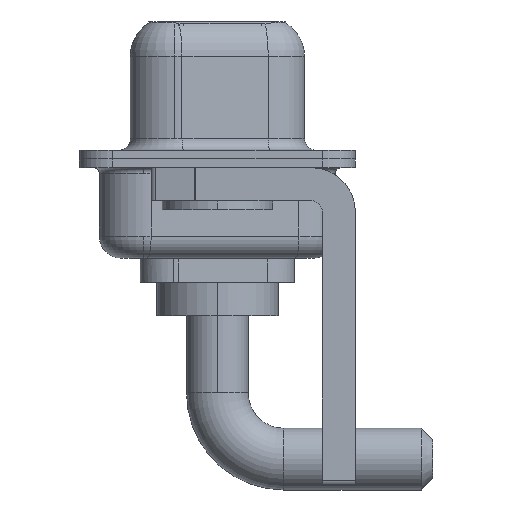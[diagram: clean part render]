
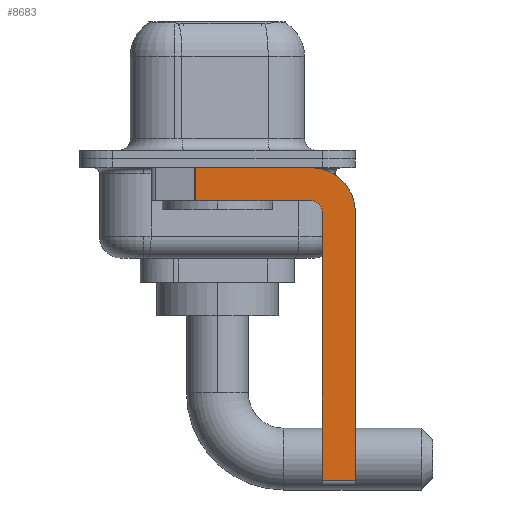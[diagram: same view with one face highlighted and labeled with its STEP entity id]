
A CAD part, left-side view. The second image highlights one B-rep face of the part: STEP entity #8683.
In plain terms, the highlighted planar face has unit normal (-1, 0, 0).
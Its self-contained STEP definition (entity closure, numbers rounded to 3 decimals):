
#413 = ORIENTED_EDGE ( 'NONE', *, *, #8888, .F. ) ;
#461 = VERTEX_POINT ( 'NONE', #3661 ) ;
#805 = CARTESIAN_POINT ( 'NONE',  ( -2.9, -4.25, -1.9 ) ) ;
#1217 = ORIENTED_EDGE ( 'NONE', *, *, #4530, .F. ) ;
#1328 = DIRECTION ( 'NONE',  ( 1., 0., 0. ) ) ;
#1356 = DIRECTION ( 'NONE',  ( 0., 0., 1. ) ) ;
#1395 = PLANE ( 'NONE',  #11138 ) ;
#1425 = CARTESIAN_POINT ( 'NONE',  ( -2.9, 3., -0.4 ) ) ;
#1478 = VERTEX_POINT ( 'NONE', #8554 ) ;
#1522 = EDGE_CURVE ( 'NONE', #11820, #8801, #8956, .T. ) ;
#1529 = DIRECTION ( 'NONE',  ( 0., 0., -1. ) ) ;
#1723 = CARTESIAN_POINT ( 'NONE',  ( -2.9, -4.25, -1.9 ) ) ;
#2001 = VECTOR ( 'NONE', #12584, 1000. ) ;
#2099 = ORIENTED_EDGE ( 'NONE', *, *, #5901, .F. ) ;
#2121 = CARTESIAN_POINT ( 'NONE',  ( -2.9, -4.25, -2.4 ) ) ;
#2382 = FACE_OUTER_BOUND ( 'NONE', #3527, .T. ) ;
#2883 = ORIENTED_EDGE ( 'NONE', *, *, #8370, .F. ) ;
#2899 = VECTOR ( 'NONE', #1356, 1000. ) ;
#3296 = VERTEX_POINT ( 'NONE', #3473 ) ;
#3369 = DIRECTION ( 'NONE',  ( 0., 0., -1. ) ) ;
#3473 = CARTESIAN_POINT ( 'NONE',  ( -2.9, -6.25, -2.4 ) ) ;
#3527 = EDGE_LOOP ( 'NONE', ( #2883, #5703, #413, #10741, #1217, #4924, #10538, #2099 ) ) ;
#3661 = CARTESIAN_POINT ( 'NONE',  ( -2.9, -4.25, -0.4 ) ) ;
#3834 = VERTEX_POINT ( 'NONE', #5158 ) ;
#4036 = EDGE_CURVE ( 'NONE', #3296, #8801, #4433, .T. ) ;
#4226 = LINE ( 'NONE', #11522, #2899 ) ;
#4433 = LINE ( 'NONE', #8501, #6193 ) ;
#4479 = LINE ( 'NONE', #1425, #2001 ) ;
#4530 = EDGE_CURVE ( 'NONE', #11820, #8391, #4226, .T. ) ;
#4652 = CARTESIAN_POINT ( 'NONE',  ( -2.9, -6.25, -14.55 ) ) ;
#4783 = DIRECTION ( 'NONE',  ( 0., 1., 0. ) ) ;
#4924 = ORIENTED_EDGE ( 'NONE', *, *, #1522, .T. ) ;
#5158 = CARTESIAN_POINT ( 'NONE',  ( -2.9, 0.978, -0.4 ) ) ;
#5248 = DIRECTION ( 'NONE',  ( 0., 0., -1. ) ) ;
#5623 = EDGE_CURVE ( 'NONE', #3834, #1478, #8947, .T. ) ;
#5703 = ORIENTED_EDGE ( 'NONE', *, *, #5623, .T. ) ;
#5901 = EDGE_CURVE ( 'NONE', #461, #3296, #9383, .T. ) ;
#6056 = DIRECTION ( 'NONE',  ( 0., 0., -1. ) ) ;
#6193 = VECTOR ( 'NONE', #3369, 1000. ) ;
#6247 = VERTEX_POINT ( 'NONE', #805 ) ;
#6304 = VECTOR ( 'NONE', #10932, 1000. ) ;
#6367 = CARTESIAN_POINT ( 'NONE',  ( -2.9, -4.25, -2.4 ) ) ;
#6389 = EDGE_CURVE ( 'NONE', #8391, #6247, #9392, .T. ) ;
#6786 = LINE ( 'NONE', #1723, #11993 ) ;
#6831 = VECTOR ( 'NONE', #6056, 1000. ) ;
#7708 = CARTESIAN_POINT ( 'NONE',  ( -2.9, -4.75, -14.55 ) ) ;
#7907 = AXIS2_PLACEMENT_3D ( 'NONE', #2121, #1328, #5248 ) ;
#8175 = DIRECTION ( 'NONE',  ( -1., 0., 0. ) ) ;
#8370 = EDGE_CURVE ( 'NONE', #3834, #461, #4479, .T. ) ;
#8391 = VERTEX_POINT ( 'NONE', #9810 ) ;
#8501 = CARTESIAN_POINT ( 'NONE',  ( -2.9, -6.25, -2.4 ) ) ;
#8554 = CARTESIAN_POINT ( 'NONE',  ( -2.9, 0.978, -1.9 ) ) ;
#8683 = ADVANCED_FACE ( 'NONE', ( #2382 ), #1395, .F. ) ;
#8801 = VERTEX_POINT ( 'NONE', #4652 ) ;
#8888 = EDGE_CURVE ( 'NONE', #6247, #1478, #6786, .T. ) ;
#8947 = LINE ( 'NONE', #9010, #6831 ) ;
#8956 = LINE ( 'NONE', #10013, #6304 ) ;
#9010 = CARTESIAN_POINT ( 'NONE',  ( -2.9, 0.978, -1.9 ) ) ;
#9383 = CIRCLE ( 'NONE', #7907, 2. ) ;
#9392 = CIRCLE ( 'NONE', #12350, 0.5 ) ;
#9432 = DIRECTION ( 'NONE',  ( 0., 0., 1. ) ) ;
#9810 = CARTESIAN_POINT ( 'NONE',  ( -2.9, -4.75, -2.4 ) ) ;
#10013 = CARTESIAN_POINT ( 'NONE',  ( -2.9, -4.25, -14.55 ) ) ;
#10538 = ORIENTED_EDGE ( 'NONE', *, *, #4036, .F. ) ;
#10741 = ORIENTED_EDGE ( 'NONE', *, *, #6389, .F. ) ;
#10932 = DIRECTION ( 'NONE',  ( 0., -1., 0. ) ) ;
#11138 = AXIS2_PLACEMENT_3D ( 'NONE', #11426, #11559, #1529 ) ;
#11426 = CARTESIAN_POINT ( 'NONE',  ( -2.9, -4.25, -2.4 ) ) ;
#11522 = CARTESIAN_POINT ( 'NONE',  ( -2.9, -4.75, -14.8 ) ) ;
#11559 = DIRECTION ( 'NONE',  ( 1., 0., 0. ) ) ;
#11820 = VERTEX_POINT ( 'NONE', #7708 ) ;
#11993 = VECTOR ( 'NONE', #4783, 1000. ) ;
#12350 = AXIS2_PLACEMENT_3D ( 'NONE', #6367, #8175, #9432 ) ;
#12584 = DIRECTION ( 'NONE',  ( 0., -1., 0. ) ) ;
